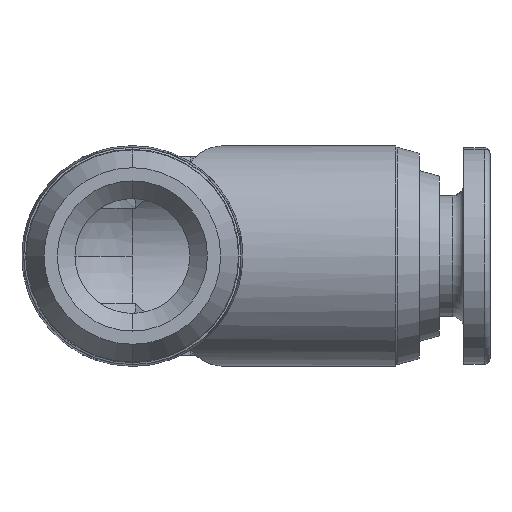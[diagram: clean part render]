
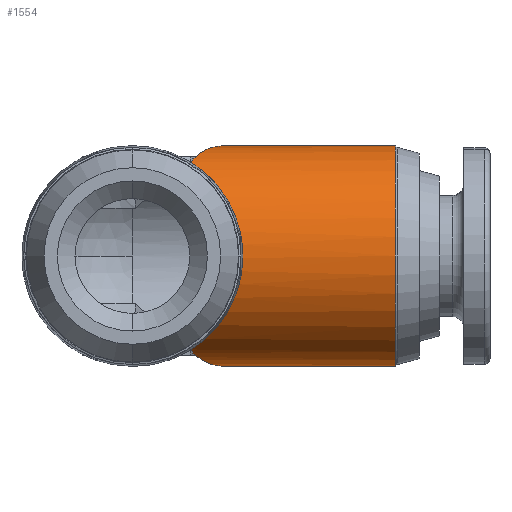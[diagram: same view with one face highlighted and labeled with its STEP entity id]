
A CAD part, front view. The second image highlights one B-rep face of the part: STEP entity #1554.
In plain terms, the highlighted cylindrical face has radius 5 mm (diameter 10 mm), a partial arc.
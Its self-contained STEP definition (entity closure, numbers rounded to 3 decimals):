
#16 = CARTESIAN_POINT ( 'NONE',  ( 3.365, 6.704, 4.84 ) ) ;
#46 = B_SPLINE_CURVE_WITH_KNOTS ( 'NONE', 3,
 ( #2365, #2252, #2088, #2070, #2062, #2039 ),
 .UNSPECIFIED., .F., .F.,
 ( 4, 2, 4 ),
 ( 0., 0.557, 0.851 ),
 .UNSPECIFIED. ) ;
#50 = CARTESIAN_POINT ( 'NONE',  ( 3.183, 6.389, 4.745 ) ) ;
#78 = CARTESIAN_POINT ( 'NONE',  ( 2.917, 5.927, 4.553 ) ) ;
#112 = CARTESIAN_POINT ( 'NONE',  ( 2.662, 5.338, -4.232 ) ) ;
#260 = CARTESIAN_POINT ( 'NONE',  ( 2.739, 5.62, 4.397 ) ) ;
#471 = EDGE_CURVE ( 'NONE', #6840, #7031, #5013, .T. ) ;
#480 = EDGE_CURVE ( 'NONE', #6376, #2407, #2048, .T. ) ;
#508 = EDGE_CURVE ( 'NONE', #6564, #6376, #3659, .T. ) ;
#826 = CARTESIAN_POINT ( 'NONE',  ( 2.827, 5.772, 4.479 ) ) ;
#869 = CYLINDRICAL_SURFACE ( 'NONE', #4870, 5. ) ;
#940 = DIRECTION ( 'NONE',  ( -1., 0., 0. ) ) ;
#951 = EDGE_CURVE ( 'NONE', #3368, #6840, #6900, .T. ) ;
#973 = EDGE_CURVE ( 'NONE', #6564, #6179, #7329, .T. ) ;
#1138 = CARTESIAN_POINT ( 'NONE',  ( 0., 8., 5. ) ) ;
#1234 = CARTESIAN_POINT ( 'NONE',  ( 0., 8., -5. ) ) ;
#1252 = DIRECTION ( 'NONE',  ( -1., 0., 0. ) ) ;
#1307 = CARTESIAN_POINT ( 'NONE',  ( 4.113, 8., 5. ) ) ;
#1328 = CARTESIAN_POINT ( 'NONE',  ( 3.924, 7.673, 5. ) ) ;
#1339 = CARTESIAN_POINT ( 'NONE',  ( 3.735, 7.346, 4.968 ) ) ;
#1364 = CARTESIAN_POINT ( 'NONE',  ( 3.55, 7.025, 4.904 ) ) ;
#1427 = CARTESIAN_POINT ( 'NONE',  ( 11.918, 8., 0. ) ) ;
#1518 = EDGE_CURVE ( 'NONE', #6179, #4525, #3781, .T. ) ;
#1554 = ADVANCED_FACE ( 'NONE', ( #2020 ), #869, .T. ) ;
#1585 = DIRECTION ( 'NONE',  ( 0., 0., 1. ) ) ;
#1722 = CARTESIAN_POINT ( 'NONE',  ( 3.55, 7.025, 4.904 ) ) ;
#1786 = VERTEX_POINT ( 'NONE', #5391 ) ;
#1836 = CARTESIAN_POINT ( 'NONE',  ( 2.739, 5.62, -4.397 ) ) ;
#2020 = FACE_OUTER_BOUND ( 'NONE', #4732, .T. ) ;
#2039 = CARTESIAN_POINT ( 'NONE',  ( 2.739, 5.62, -4.397 ) ) ;
#2048 = B_SPLINE_CURVE_WITH_KNOTS ( 'NONE', 3,
 ( #2538, #4261, #7887, #4439 ),
 .UNSPECIFIED., .F., .F.,
 ( 4, 4 ),
 ( 0.505, 1. ),
 .UNSPECIFIED. ) ;
#2062 = CARTESIAN_POINT ( 'NONE',  ( 2.827, 5.772, -4.479 ) ) ;
#2070 = CARTESIAN_POINT ( 'NONE',  ( 2.917, 5.927, -4.553 ) ) ;
#2088 = CARTESIAN_POINT ( 'NONE',  ( 3.183, 6.389, -4.745 ) ) ;
#2252 = CARTESIAN_POINT ( 'NONE',  ( 3.365, 6.704, -4.84 ) ) ;
#2365 = CARTESIAN_POINT ( 'NONE',  ( 3.55, 7.025, -4.904 ) ) ;
#2371 = EDGE_CURVE ( 'NONE', #1786, #7031, #6986, .T. ) ;
#2407 = VERTEX_POINT ( 'NONE', #6644 ) ;
#2509 = AXIS2_PLACEMENT_3D ( 'NONE', #1427, #940, #1585 ) ;
#2538 = CARTESIAN_POINT ( 'NONE',  ( 4.113, 8., -5. ) ) ;
#2964 = ORIENTED_EDGE ( 'NONE', *, *, #471, .F. ) ;
#3081 = CARTESIAN_POINT ( 'NONE',  ( 2.739, 5.62, -4.397 ) ) ;
#3323 = EDGE_CURVE ( 'NONE', #2407, #3368, #46, .T. ) ;
#3368 = VERTEX_POINT ( 'NONE', #1836 ) ;
#3406 = VERTEX_POINT ( 'NONE', #1722 ) ;
#3471 = EDGE_CURVE ( 'NONE', #3406, #4525, #5213, .T. ) ;
#3559 = CARTESIAN_POINT ( 'NONE',  ( 4.113, 8., 5. ) ) ;
#3590 = DIRECTION ( 'NONE',  ( -1., 0., 0. ) ) ;
#3659 = LINE ( 'NONE', #1234, #3676 ) ;
#3676 = VECTOR ( 'NONE', #1252, 1000. ) ;
#3781 = LINE ( 'NONE', #1138, #4822 ) ;
#3816 = DIRECTION ( 'NONE',  ( 0., 0., 1. ) ) ;
#3985 = ORIENTED_EDGE ( 'NONE', *, *, #4850, .F. ) ;
#4012 = ORIENTED_EDGE ( 'NONE', *, *, #480, .F. ) ;
#4081 = ORIENTED_EDGE ( 'NONE', *, *, #508, .F. ) ;
#4212 = DIRECTION ( 'NONE',  ( -1., 0., 0. ) ) ;
#4260 = ORIENTED_EDGE ( 'NONE', *, *, #973, .T. ) ;
#4261 = CARTESIAN_POINT ( 'NONE',  ( 3.924, 7.673, -5. ) ) ;
#4439 = CARTESIAN_POINT ( 'NONE',  ( 3.55, 7.025, -4.904 ) ) ;
#4461 = CARTESIAN_POINT ( 'NONE',  ( 2.686, 5.43, -4.29 ) ) ;
#4490 = CARTESIAN_POINT ( 'NONE',  ( 2.712, 5.524, -4.345 ) ) ;
#4525 = VERTEX_POINT ( 'NONE', #3559 ) ;
#4550 = CARTESIAN_POINT ( 'NONE',  ( 2.662, 5.338, 4.232 ) ) ;
#4732 = EDGE_LOOP ( 'NONE', ( #4081, #4260, #5601, #6016, #3985, #7625, #2964, #7940, #5350, #4012 ) ) ;
#4822 = VECTOR ( 'NONE', #3590, 1000. ) ;
#4850 = EDGE_CURVE ( 'NONE', #1786, #3406, #5677, .T. ) ;
#4870 = AXIS2_PLACEMENT_3D ( 'NONE', #6158, #4212, #3816 ) ;
#5013 =( BOUNDED_CURVE ( )  B_SPLINE_CURVE ( 3, ( #6201, #6550, #5247, #4550 ),
 .UNSPECIFIED., .F., .F. ) 
 B_SPLINE_CURVE_WITH_KNOTS ( ( 4, 4 ),
 ( 2.132, 4.151 ),
 .UNSPECIFIED. ) 
 CURVE ( )  GEOMETRIC_REPRESENTATION_ITEM ( )  RATIONAL_B_SPLINE_CURVE ( ( 1., 0.688, 0.688, 1. ) ) 
 REPRESENTATION_ITEM ( '' )  );
#5213 = B_SPLINE_CURVE_WITH_KNOTS ( 'NONE', 3,
 ( #1364, #1339, #1328, #1307 ),
 .UNSPECIFIED., .F., .F.,
 ( 4, 4 ),
 ( 0., 0.333 ),
 .UNSPECIFIED. ) ;
#5247 = CARTESIAN_POINT ( 'NONE',  ( 6.132, 1.868, 2.05 ) ) ;
#5350 = ORIENTED_EDGE ( 'NONE', *, *, #3323, .F. ) ;
#5391 = CARTESIAN_POINT ( 'NONE',  ( 2.739, 5.62, 4.397 ) ) ;
#5562 = CARTESIAN_POINT ( 'NONE',  ( 2.662, 5.338, 4.232 ) ) ;
#5601 = ORIENTED_EDGE ( 'NONE', *, *, #1518, .T. ) ;
#5677 = B_SPLINE_CURVE_WITH_KNOTS ( 'NONE', 3,
 ( #260, #826, #78, #50, #16, #6075 ),
 .UNSPECIFIED., .F., .F.,
 ( 4, 2, 4 ),
 ( 0.149, 0.443, 1. ),
 .UNSPECIFIED. ) ;
#6016 = ORIENTED_EDGE ( 'NONE', *, *, #3471, .F. ) ;
#6075 = CARTESIAN_POINT ( 'NONE',  ( 3.55, 7.025, 4.904 ) ) ;
#6158 = CARTESIAN_POINT ( 'NONE',  ( 0., 8., 0. ) ) ;
#6179 = VERTEX_POINT ( 'NONE', #6857 ) ;
#6197 = CARTESIAN_POINT ( 'NONE',  ( 11.918, 8., -5. ) ) ;
#6201 = CARTESIAN_POINT ( 'NONE',  ( 2.662, 5.338, -4.232 ) ) ;
#6376 = VERTEX_POINT ( 'NONE', #6548 ) ;
#6548 = CARTESIAN_POINT ( 'NONE',  ( 4.113, 8., -5. ) ) ;
#6550 = CARTESIAN_POINT ( 'NONE',  ( 6.132, 1.868, -2.05 ) ) ;
#6564 = VERTEX_POINT ( 'NONE', #6197 ) ;
#6644 = CARTESIAN_POINT ( 'NONE',  ( 3.55, 7.025, -4.904 ) ) ;
#6812 = CARTESIAN_POINT ( 'NONE',  ( 2.662, 5.338, 4.232 ) ) ;
#6817 = CARTESIAN_POINT ( 'NONE',  ( 2.686, 5.43, 4.29 ) ) ;
#6839 = CARTESIAN_POINT ( 'NONE',  ( 2.712, 5.524, 4.345 ) ) ;
#6840 = VERTEX_POINT ( 'NONE', #7704 ) ;
#6857 = CARTESIAN_POINT ( 'NONE',  ( 11.918, 8., 5. ) ) ;
#6897 = CARTESIAN_POINT ( 'NONE',  ( 2.739, 5.62, 4.397 ) ) ;
#6900 =( BOUNDED_CURVE ( )  B_SPLINE_CURVE ( 3, ( #3081, #4490, #4461, #112 ),
 .UNSPECIFIED., .F., .F. ) 
 B_SPLINE_CURVE_WITH_KNOTS ( ( 4, 4 ),
 ( 5.791, 5.856 ),
 .UNSPECIFIED. ) 
 CURVE ( )  GEOMETRIC_REPRESENTATION_ITEM ( )  RATIONAL_B_SPLINE_CURVE ( ( 1., 1., 1., 1. ) ) 
 REPRESENTATION_ITEM ( '' )  );
#6986 =( BOUNDED_CURVE ( )  B_SPLINE_CURVE ( 3, ( #6897, #6839, #6817, #6812 ),
 .UNSPECIFIED., .F., .F. ) 
 B_SPLINE_CURVE_WITH_KNOTS ( ( 4, 4 ),
 ( 5.791, 5.856 ),
 .UNSPECIFIED. ) 
 CURVE ( )  GEOMETRIC_REPRESENTATION_ITEM ( )  RATIONAL_B_SPLINE_CURVE ( ( 1., 1., 1., 1. ) ) 
 REPRESENTATION_ITEM ( '' )  );
#7031 = VERTEX_POINT ( 'NONE', #5562 ) ;
#7329 = CIRCLE ( 'NONE', #2509, 5. ) ;
#7625 = ORIENTED_EDGE ( 'NONE', *, *, #2371, .T. ) ;
#7704 = CARTESIAN_POINT ( 'NONE',  ( 2.662, 5.338, -4.232 ) ) ;
#7887 = CARTESIAN_POINT ( 'NONE',  ( 3.735, 7.346, -4.968 ) ) ;
#7940 = ORIENTED_EDGE ( 'NONE', *, *, #951, .F. ) ;
